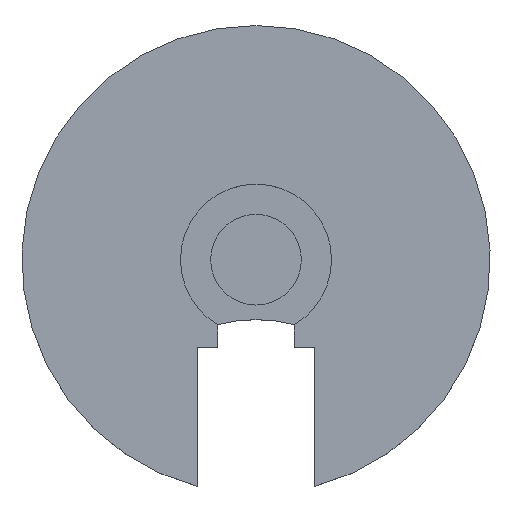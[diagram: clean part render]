
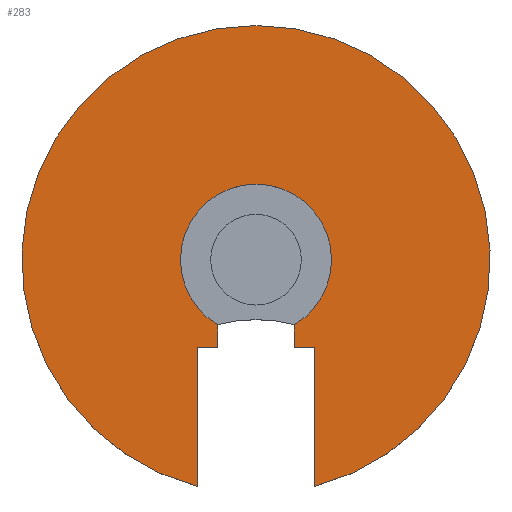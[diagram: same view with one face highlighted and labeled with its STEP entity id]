
A CAD part, top view. The second image highlights one B-rep face of the part: STEP entity #283.
In plain terms, the highlighted planar face has unit normal (0, 0, 1).
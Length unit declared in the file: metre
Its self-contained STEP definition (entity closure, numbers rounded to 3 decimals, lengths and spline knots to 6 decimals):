
#22=CIRCLE('',#317,0.0258);
#23=CIRCLE('',#318,0.08);
#54=ORIENTED_EDGE('',*,*,#109,.T.);
#55=ORIENTED_EDGE('',*,*,#124,.T.);
#56=ORIENTED_EDGE('',*,*,#128,.F.);
#57=ORIENTED_EDGE('',*,*,#126,.F.);
#58=ORIENTED_EDGE('',*,*,#112,.F.);
#59=ORIENTED_EDGE('',*,*,#129,.F.);
#60=ORIENTED_EDGE('',*,*,#130,.T.);
#61=ORIENTED_EDGE('',*,*,#131,.T.);
#109=EDGE_CURVE('',#146,#148,#174,.T.);
#112=EDGE_CURVE('',#151,#152,#177,.T.);
#124=EDGE_CURVE('',#148,#161,#186,.T.);
#126=EDGE_CURVE('',#152,#162,#188,.T.);
#128=EDGE_CURVE('',#162,#161,#22,.T.);
#129=EDGE_CURVE('',#163,#151,#190,.T.);
#130=EDGE_CURVE('',#163,#164,#23,.T.);
#131=EDGE_CURVE('',#164,#146,#191,.T.);
#146=VERTEX_POINT('',#419);
#148=VERTEX_POINT('',#423);
#151=VERTEX_POINT('',#430);
#152=VERTEX_POINT('',#432);
#161=VERTEX_POINT('',#455);
#162=VERTEX_POINT('',#460);
#163=VERTEX_POINT('',#465);
#164=VERTEX_POINT('',#467);
#174=LINE('',#424,#202);
#177=LINE('',#431,#205);
#186=LINE('',#456,#214);
#188=LINE('',#459,#216);
#190=LINE('',#464,#218);
#191=LINE('',#468,#219);
#202=VECTOR('',#340,1.);
#205=VECTOR('',#345,1.);
#214=VECTOR('',#366,1.);
#216=VECTOR('',#370,1.);
#218=VECTOR('',#376,1.);
#219=VECTOR('',#379,1.);
#233=EDGE_LOOP('',(#54,#55,#56,#57,#58,#59,#60,#61));
#252=FACE_BOUND('',#233,.T.);
#270=PLANE('',#316);
#283=ADVANCED_FACE('',(#252),#270,.T.);
#316=AXIS2_PLACEMENT_3D('',#462,#372,#373);
#317=AXIS2_PLACEMENT_3D('',#463,#374,#375);
#318=AXIS2_PLACEMENT_3D('',#466,#377,#378);
#340=DIRECTION('',(1.,0.,0.));
#345=DIRECTION('',(-1.,0.,0.));
#366=DIRECTION('',(0.,1.,0.));
#370=DIRECTION('',(0.,1.,0.));
#372=DIRECTION('',(0.,0.,1.));
#373=DIRECTION('',(1.,0.,0.));
#374=DIRECTION('',(0.,0.,1.));
#375=DIRECTION('',(1.,0.,0.));
#376=DIRECTION('',(0.,1.,0.));
#377=DIRECTION('',(0.,0.,1.));
#378=DIRECTION('',(1.,0.,0.));
#379=DIRECTION('',(0.,1.,0.));
#419=CARTESIAN_POINT('',(-0.02,-0.030082,0.013));
#423=CARTESIAN_POINT('',(-0.013101,-0.030082,0.013));
#424=CARTESIAN_POINT('',(-0.016551,-0.030082,0.013));
#430=CARTESIAN_POINT('',(0.02,-0.030082,0.013));
#431=CARTESIAN_POINT('',(0.016551,-0.030082,0.013));
#432=CARTESIAN_POINT('',(0.013101,-0.030082,0.013));
#455=CARTESIAN_POINT('',(-0.013101,-0.022226,0.013));
#456=CARTESIAN_POINT('',(-0.013101,-0.026154,0.013));
#459=CARTESIAN_POINT('',(0.013101,-0.026154,0.013));
#460=CARTESIAN_POINT('',(0.013101,-0.022226,0.013));
#462=CARTESIAN_POINT('',(0.,0.,0.013));
#463=CARTESIAN_POINT('',(0.,0.,0.013));
#464=CARTESIAN_POINT('',(0.02,-0.053771,0.013));
#465=CARTESIAN_POINT('',(0.02,-0.07746,0.013));
#466=CARTESIAN_POINT('',(0.,0.,0.013));
#467=CARTESIAN_POINT('',(-0.02,-0.07746,0.013));
#468=CARTESIAN_POINT('',(-0.02,-0.053771,0.013));
